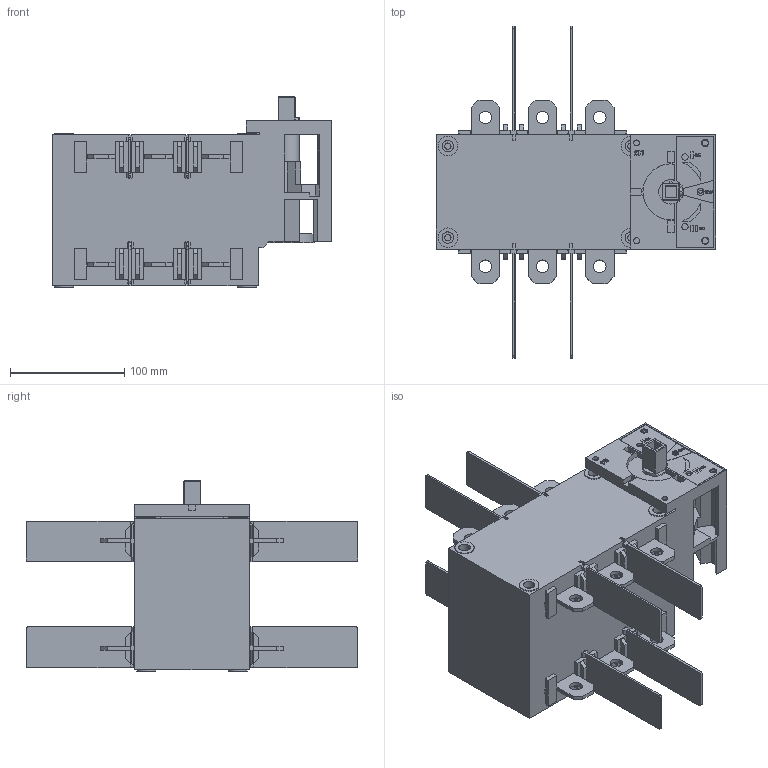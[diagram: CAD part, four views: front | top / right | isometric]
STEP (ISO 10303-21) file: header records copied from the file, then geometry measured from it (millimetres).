
FILE_DESCRIPTION((''),'2;1');
FILE_NAME('LBS_250_3P_CO','2017-10-25T',('luka.skrinjar'),('Audax d.o.o.'),'CREO PARAMETRIC BY PTC INC, 2016050','CREO PARAMETRIC BY PTC INC, 2016050','');
FILE_SCHEMA(('AUTOMOTIVE_DESIGN { 1 0 10303 214 1 1 1 1 }'));
Length unit declared in the file: millimetre
Products named in the file (1): LBS_250_3P_CO
Bounding box: 244 x 290 x 166.25 mm (x, y, z)
Volume: 2800703.1 mm3; surface area: 285488.2 mm2
Topology: 2 solids, 3 shells, 1204 faces, 3322 edges, 2183 vertices
Faces by surface type: plane 1004, cylinder 163, extrusion 29, cone 4, torus 4
Entity records: 38458 total; most frequent: CARTESIAN_POINT 7272, ORIENTED_EDGE 6644, DIRECTION 5984, EDGE_CURVE 3322, VECTOR 2918, LINE 2889, VERTEX_POINT 2183, AXIS2_PLACEMENT_3D 1533
